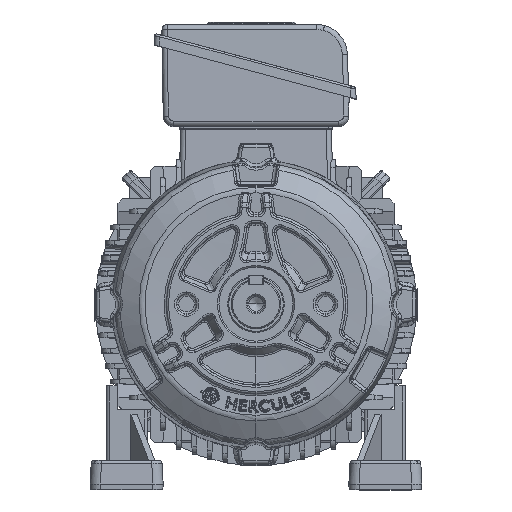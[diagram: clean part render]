
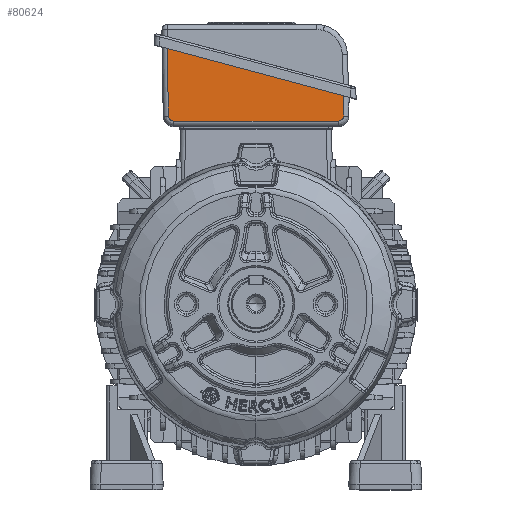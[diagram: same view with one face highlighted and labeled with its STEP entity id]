
A CAD part, top view. The second image highlights one B-rep face of the part: STEP entity #80624.
In plain terms, the highlighted face is planar.
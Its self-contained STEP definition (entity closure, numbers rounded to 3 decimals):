
#2556 = ORIENTED_EDGE ( 'NONE', *, *, #163765, .T. ) ;
#2917 = DIRECTION ( 'NONE',  ( 0., 0.966, -0.259 ) ) ;
#6117 = ORIENTED_EDGE ( 'NONE', *, *, #152942, .T. ) ;
#7231 = ORIENTED_EDGE ( 'NONE', *, *, #43867, .T. ) ;
#11495 = DIRECTION ( 'NONE',  ( 1., 0.005, 0.017 ) ) ;
#13595 = VERTEX_POINT ( 'NONE', #162420 ) ;
#13748 = EDGE_CURVE ( 'NONE', #62115, #58901, #24203, .T. ) ;
#16499 = LINE ( 'NONE', #71906, #124821 ) ;
#18254 = DIRECTION ( 'NONE',  ( 0.017, 0.017, -1. ) ) ;
#21740 = DIRECTION ( 'NONE',  ( -0.017, 0.017, 1. ) ) ;
#24203 =( BOUNDED_CURVE ( )  B_SPLINE_CURVE ( 3, ( #57626, #125341, #85741, #69899 ),
 .UNSPECIFIED., .F., .F. ) 
 B_SPLINE_CURVE_WITH_KNOTS ( ( 4, 4 ),
 ( 3.403, 4.957 ),
 .UNSPECIFIED. ) 
 CURVE ( )  GEOMETRIC_REPRESENTATION_ITEM ( )  RATIONAL_B_SPLINE_CURVE ( ( 1., 0.809, 0.809, 1. ) ) 
 REPRESENTATION_ITEM ( '' )  );
#28278 = CARTESIAN_POINT ( 'NONE',  ( 88.732, -83.039, 7.584 ) ) ;
#30106 = CARTESIAN_POINT ( 'NONE',  ( 88.658, -85.15, 12.497 ) ) ;
#35715 = LINE ( 'NONE', #141358, #150864 ) ;
#39766 = CARTESIAN_POINT ( 'NONE',  ( 88.658, -85.15, 12.497 ) ) ;
#41489 = CARTESIAN_POINT ( 'NONE',  ( 88.719, -80.15, 7.584 ) ) ;
#43327 = CARTESIAN_POINT ( 'NONE',  ( 87.889, 85.195, 12.497 ) ) ;
#43867 = EDGE_CURVE ( 'NONE', #110049, #103122, #16499, .T. ) ;
#51734 = CARTESIAN_POINT ( 'NONE',  ( 87.994, 80.196, 7.584 ) ) ;
#53842 = CARTESIAN_POINT ( 'NONE',  ( 88.707, -85.099, 9.609 ) ) ;
#57626 = CARTESIAN_POINT ( 'NONE',  ( 87.994, 80.196, 7.584 ) ) ;
#58901 = VERTEX_POINT ( 'NONE', #43327 ) ;
#62115 = VERTEX_POINT ( 'NONE', #51734 ) ;
#63908 = CARTESIAN_POINT ( 'NONE',  ( 87.189, 85.916, 53.818 ) ) ;
#65169 = DIRECTION ( 'NONE',  ( 0.017, 0., -1. ) ) ;
#69780 = LINE ( 'NONE', #123451, #152566 ) ;
#69899 = CARTESIAN_POINT ( 'NONE',  ( 87.889, 85.195, 12.497 ) ) ;
#71906 = CARTESIAN_POINT ( 'NONE',  ( 88.66, -85.148, 12.413 ) ) ;
#77838 = CARTESIAN_POINT ( 'NONE',  ( 87.5, -86.355, 81.523 ) ) ;
#80385 = AXIS2_PLACEMENT_3D ( 'NONE', #143557, #11495, #65169 ) ;
#80624 = ADVANCED_FACE ( 'NONE', ( #157683 ), #89850, .T. ) ;
#81855 = ORIENTED_EDGE ( 'NONE', *, *, #160864, .T. ) ;
#85741 = CARTESIAN_POINT ( 'NONE',  ( 87.938, 85.144, 9.609 ) ) ;
#89850 = PLANE ( 'NONE',  #80385 ) ;
#103122 = VERTEX_POINT ( 'NONE', #30106 ) ;
#103412 = DIRECTION ( 'NONE',  ( -0.005, 1., 0. ) ) ;
#108309 = EDGE_LOOP ( 'NONE', ( #112840, #7231, #81855, #6117, #141793, #2556 ) ) ;
#110049 = VERTEX_POINT ( 'NONE', #77838 ) ;
#112840 = ORIENTED_EDGE ( 'NONE', *, *, #141039, .F. ) ;
#123451 = CARTESIAN_POINT ( 'NONE',  ( 87.5, 12.221, 55.11 ) ) ;
#124821 = VECTOR ( 'NONE', #18254, 1000. ) ;
#125341 = CARTESIAN_POINT ( 'NONE',  ( 87.981, 83.084, 7.584 ) ) ;
#138397 = VERTEX_POINT ( 'NONE', #169160 ) ;
#141039 = EDGE_CURVE ( 'NONE', #110049, #13595, #69780, .T. ) ;
#141358 = CARTESIAN_POINT ( 'NONE',  ( 87.994, 80.173, 7.584 ) ) ;
#141793 = ORIENTED_EDGE ( 'NONE', *, *, #13748, .T. ) ;
#143557 = CARTESIAN_POINT ( 'NONE',  ( 87.5, 12.221, 55.11 ) ) ;
#150864 = VECTOR ( 'NONE', #103412, 1000. ) ;
#152566 = VECTOR ( 'NONE', #2917, 1000. ) ;
#152942 = EDGE_CURVE ( 'NONE', #138397, #62115, #35715, .T. ) ;
#157281 = LINE ( 'NONE', #63908, #172512 ) ;
#157683 = FACE_OUTER_BOUND ( 'NONE', #108309, .T. ) ;
#160864 = EDGE_CURVE ( 'NONE', #103122, #138397, #163486, .T. ) ;
#162420 = CARTESIAN_POINT ( 'NONE',  ( 87.5, 85.595, 35.449 ) ) ;
#163486 =( BOUNDED_CURVE ( )  B_SPLINE_CURVE ( 3, ( #39766, #53842, #28278, #41489 ),
 .UNSPECIFIED., .F., .F. ) 
 B_SPLINE_CURVE_WITH_KNOTS ( ( 4, 4 ),
 ( 1.85, 3.403 ),
 .UNSPECIFIED. ) 
 CURVE ( )  GEOMETRIC_REPRESENTATION_ITEM ( )  RATIONAL_B_SPLINE_CURVE ( ( 1., 0.809, 0.809, 1. ) ) 
 REPRESENTATION_ITEM ( '' )  );
#163765 = EDGE_CURVE ( 'NONE', #58901, #13595, #157281, .T. ) ;
#169160 = CARTESIAN_POINT ( 'NONE',  ( 88.719, -80.15, 7.584 ) ) ;
#172512 = VECTOR ( 'NONE', #21740, 1000. ) ;
